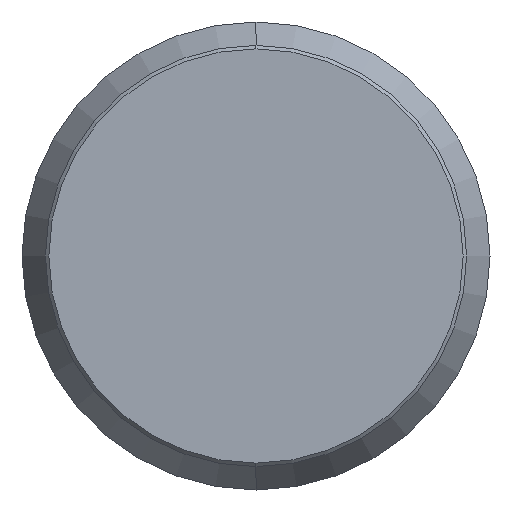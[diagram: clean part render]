
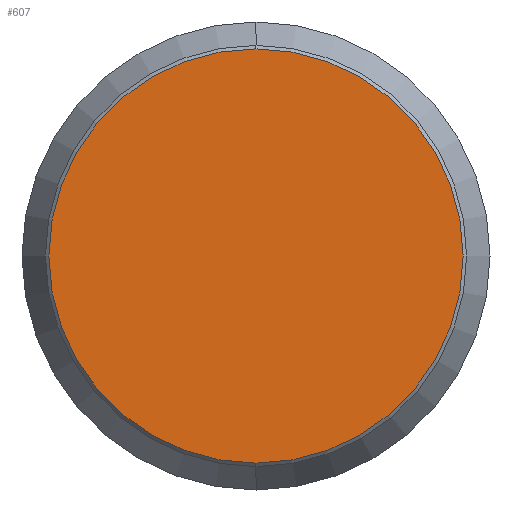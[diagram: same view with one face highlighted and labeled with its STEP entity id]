
A CAD part, left-side view. The second image highlights one B-rep face of the part: STEP entity #607.
In plain terms, the highlighted planar face has unit normal (-1, 0, 0).
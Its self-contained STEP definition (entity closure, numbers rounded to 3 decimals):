
#27 = ORIENTED_EDGE ( 'NONE', *, *, #71, .T. ) ;
#32 = CARTESIAN_POINT ( 'NONE',  ( 0., 0., 0. ) ) ;
#33 = AXIS2_PLACEMENT_3D ( 'NONE', #499, #61, #115 ) ;
#35 = AXIS2_PLACEMENT_3D ( 'NONE', #240, #421, #145 ) ;
#61 = DIRECTION ( 'NONE',  ( -1., 0., 0. ) ) ;
#64 = EDGE_LOOP ( 'NONE', ( #27, #291 ) ) ;
#71 = EDGE_CURVE ( 'NONE', #98, #325, #362, .T. ) ;
#98 = VERTEX_POINT ( 'NONE', #409 ) ;
#115 = DIRECTION ( 'NONE',  ( 0., 0., 1. ) ) ;
#123 = CARTESIAN_POINT ( 'NONE',  ( 0., 0., 17.7 ) ) ;
#145 = DIRECTION ( 'NONE',  ( 0., 0., -1. ) ) ;
#240 = CARTESIAN_POINT ( 'NONE',  ( 0., 0., 0. ) ) ;
#278 = DIRECTION ( 'NONE',  ( 0., 0., 1. ) ) ;
#291 = ORIENTED_EDGE ( 'NONE', *, *, #476, .T. ) ;
#293 = CIRCLE ( 'NONE', #446, 17.7 ) ;
#325 = VERTEX_POINT ( 'NONE', #123 ) ;
#362 = CIRCLE ( 'NONE', #33, 17.7 ) ;
#409 = CARTESIAN_POINT ( 'NONE',  ( 0., 0., -17.7 ) ) ;
#421 = DIRECTION ( 'NONE',  ( 1., 0., 0. ) ) ;
#446 = AXIS2_PLACEMENT_3D ( 'NONE', #32, #468, #278 ) ;
#468 = DIRECTION ( 'NONE',  ( -1., 0., 0. ) ) ;
#476 = EDGE_CURVE ( 'NONE', #325, #98, #293, .T. ) ;
#499 = CARTESIAN_POINT ( 'NONE',  ( 0., 0., 0. ) ) ;
#527 = PLANE ( 'NONE',  #35 ) ;
#605 = FACE_OUTER_BOUND ( 'NONE', #64, .T. ) ;
#607 = ADVANCED_FACE ( 'NONE', ( #605 ), #527, .F. ) ;
